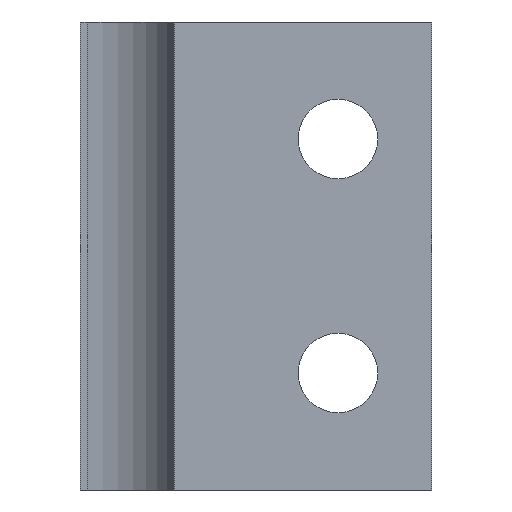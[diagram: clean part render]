
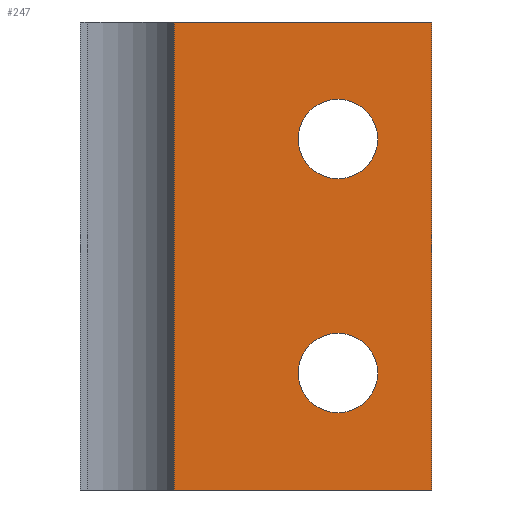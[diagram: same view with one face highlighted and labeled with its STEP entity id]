
A CAD part, front view. The second image highlights one B-rep face of the part: STEP entity #247.
In plain terms, the highlighted planar face has unit normal (0, -1, 0).
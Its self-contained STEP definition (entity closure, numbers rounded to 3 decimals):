
#15=FACE_BOUND('',#48,.T.);
#16=FACE_BOUND('',#49,.T.);
#21=PLANE('',#282);
#34=FACE_OUTER_BOUND('',#47,.T.);
#47=EDGE_LOOP('',(#200,#201,#202,#203));
#48=EDGE_LOOP('',(#204));
#49=EDGE_LOOP('',(#205));
#63=LINE('',#376,#88);
#70=LINE('',#393,#95);
#73=LINE('',#408,#98);
#74=LINE('',#409,#99);
#88=VECTOR('',#304,10.);
#95=VECTOR('',#319,10.);
#98=VECTOR('',#336,10.);
#99=VECTOR('',#337,10.);
#113=CIRCLE('',#278,1.7);
#115=CIRCLE('',#281,1.7);
#122=VERTEX_POINT('',#373);
#123=VERTEX_POINT('',#375);
#128=VERTEX_POINT('',#389);
#131=VERTEX_POINT('',#397);
#133=VERTEX_POINT('',#403);
#134=VERTEX_POINT('',#407);
#145=EDGE_CURVE('',#122,#123,#63,.T.);
#154=EDGE_CURVE('',#123,#128,#70,.T.);
#157=EDGE_CURVE('',#131,#131,#113,.T.);
#160=EDGE_CURVE('',#133,#133,#115,.T.);
#161=EDGE_CURVE('',#122,#134,#73,.T.);
#162=EDGE_CURVE('',#128,#134,#74,.T.);
#200=ORIENTED_EDGE('',*,*,#145,.F.);
#201=ORIENTED_EDGE('',*,*,#161,.T.);
#202=ORIENTED_EDGE('',*,*,#162,.F.);
#203=ORIENTED_EDGE('',*,*,#154,.F.);
#204=ORIENTED_EDGE('',*,*,#157,.T.);
#205=ORIENTED_EDGE('',*,*,#160,.T.);
#247=ADVANCED_FACE('',(#34,#15,#16),#21,.T.);
#278=AXIS2_PLACEMENT_3D('',#399,#325,#326);
#281=AXIS2_PLACEMENT_3D('',#405,#332,#333);
#282=AXIS2_PLACEMENT_3D('',#406,#334,#335);
#304=DIRECTION('',(-1.,0.,0.));
#319=DIRECTION('',(0.,0.,1.));
#325=DIRECTION('center_axis',(0.,1.,0.));
#326=DIRECTION('ref_axis',(-1.,0.,0.));
#332=DIRECTION('center_axis',(0.,1.,0.));
#333=DIRECTION('ref_axis',(-1.,0.,0.));
#334=DIRECTION('center_axis',(0.,-1.,0.));
#335=DIRECTION('ref_axis',(1.,0.,0.));
#336=DIRECTION('',(0.,0.,1.));
#337=DIRECTION('',(1.,0.,0.));
#373=CARTESIAN_POINT('',(11.,0.,0.));
#375=CARTESIAN_POINT('',(0.,0.,0.));
#376=CARTESIAN_POINT('',(11.,0.,0.));
#389=CARTESIAN_POINT('',(0.,0.,20.));
#393=CARTESIAN_POINT('',(0.,0.,0.));
#397=CARTESIAN_POINT('',(8.7,0.,5.));
#399=CARTESIAN_POINT('Origin',(7.,0.,5.));
#403=CARTESIAN_POINT('',(8.7,0.,15.));
#405=CARTESIAN_POINT('Origin',(7.,0.,15.));
#406=CARTESIAN_POINT('Origin',(0.,0.,0.));
#407=CARTESIAN_POINT('',(11.,0.,20.));
#408=CARTESIAN_POINT('',(11.,0.,0.));
#409=CARTESIAN_POINT('',(11.,0.,20.));
